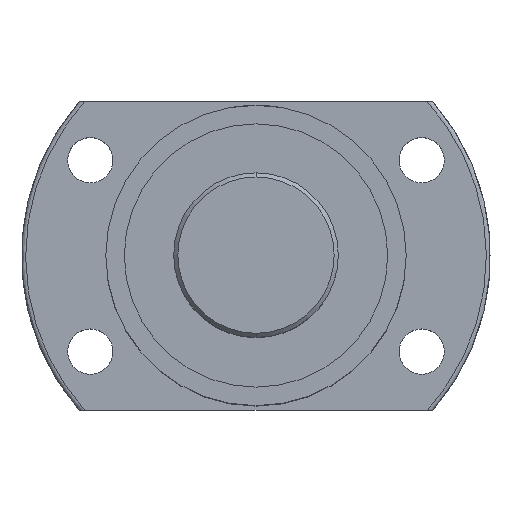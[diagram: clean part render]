
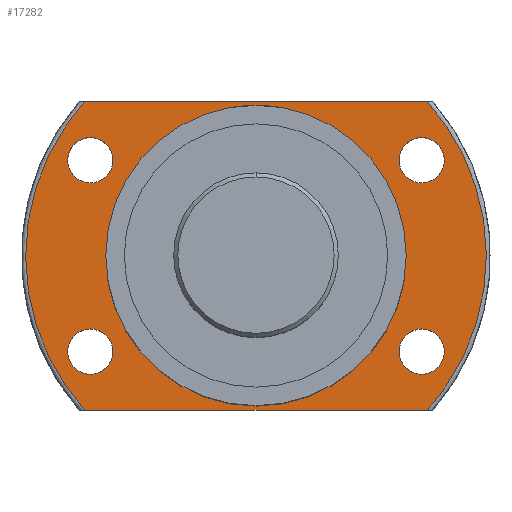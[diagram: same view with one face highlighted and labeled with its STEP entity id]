
A CAD part, top view. The second image highlights one B-rep face of the part: STEP entity #17282.
In plain terms, the highlighted planar face has unit normal (0, 0, 1).
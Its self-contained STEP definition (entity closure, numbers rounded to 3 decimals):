
#62 = AXIS2_PLACEMENT_3D ( 'NONE', #9038, #24578, #17552 ) ;
#90 = VERTEX_POINT ( 'NONE', #18121 ) ;
#100 = DIRECTION ( 'NONE',  ( 0., 1., 0. ) ) ;
#165 = CARTESIAN_POINT ( 'NONE',  ( -61.798, 66.286, 69.446 ) ) ;
#432 = CARTESIAN_POINT ( 'NONE',  ( 40.27, 74.447, 69.446 ) ) ;
#507 = EDGE_CURVE ( 'NONE', #26224, #17852, #11235, .T. ) ;
#775 = CARTESIAN_POINT ( 'NONE',  ( 41.59, 88.697, 69.446 ) ) ;
#1461 = DIRECTION ( 'NONE',  ( -1., 0., 0. ) ) ;
#1475 = DIRECTION ( 'NONE',  ( 0., 0., 1. ) ) ;
#1785 = EDGE_CURVE ( 'NONE', #23788, #2237, #19355, .T. ) ;
#2014 = CARTESIAN_POINT ( 'NONE',  ( -61.798, 36.109, 69.446 ) ) ;
#2038 = ORIENTED_EDGE ( 'NONE', *, *, #507, .F. ) ;
#2237 = VERTEX_POINT ( 'NONE', #28675 ) ;
#2287 = EDGE_CURVE ( 'NONE', #17852, #26224, #18078, .T. ) ;
#2497 = EDGE_CURVE ( 'NONE', #16675, #23788, #19806, .T. ) ;
#2520 = VERTEX_POINT ( 'NONE', #16366 ) ;
#2579 = CARTESIAN_POINT ( 'NONE',  ( 61.798, 36.109, 69.446 ) ) ;
#3230 = EDGE_LOOP ( 'NONE', ( #22914, #20087, #9568, #18220 ) ) ;
#3401 = CARTESIAN_POINT ( 'NONE',  ( -40.27, 27.947, 69.446 ) ) ;
#3596 = EDGE_CURVE ( 'NONE', #10582, #2520, #4922, .T. ) ;
#3899 = CARTESIAN_POINT ( 'NONE',  ( 0., 51.197, 69.446 ) ) ;
#3980 = EDGE_CURVE ( 'NONE', #11901, #9874, #15674, .T. ) ;
#3989 = DIRECTION ( 'NONE',  ( -1., 0., 0. ) ) ;
#4438 = CARTESIAN_POINT ( 'NONE',  ( 40.27, 74.447, 69.446 ) ) ;
#4496 = CARTESIAN_POINT ( 'NONE',  ( -41.59, 88.697, 69.446 ) ) ;
#4922 = CIRCLE ( 'NONE', #17659, 5.5 ) ;
#4925 = ORIENTED_EDGE ( 'NONE', *, *, #13644, .F. ) ;
#4972 = DIRECTION ( 'NONE',  ( 0., 1., 0. ) ) ;
#5991 = CARTESIAN_POINT ( 'NONE',  ( 0., 51.197, 69.446 ) ) ;
#6161 = CIRCLE ( 'NONE', #18274, 36.5 ) ;
#6378 = DIRECTION ( 'NONE',  ( 0., 1., 0. ) ) ;
#6688 = DIRECTION ( 'NONE',  ( 0., 1., 0. ) ) ;
#6862 = EDGE_CURVE ( 'NONE', #17855, #23534, #10839, .T. ) ;
#6870 = DIRECTION ( 'NONE',  ( 0., 1., 0. ) ) ;
#6927 = CARTESIAN_POINT ( 'NONE',  ( 41.59, 88.697, 69.446 ) ) ;
#7078 = VERTEX_POINT ( 'NONE', #775 ) ;
#8335 = DIRECTION ( 'NONE',  ( 0., 0., -1. ) ) ;
#8818 =( BOUNDED_CURVE ( )  B_SPLINE_CURVE ( 3, ( #6927, #9057, #2579, #18025 ),
 .UNSPECIFIED., .F., .T. ) 
 B_SPLINE_CURVE_WITH_KNOTS ( ( 4, 4 ),
 ( 0., 1. ),
 .UNSPECIFIED. ) 
 CURVE ( )  GEOMETRIC_REPRESENTATION_ITEM ( )  RATIONAL_B_SPLINE_CURVE ( ( 1., 0.828, 0.828, 1. ) ) 
 REPRESENTATION_ITEM ( '' )  );
#8945 = CIRCLE ( 'NONE', #9753, 5.5 ) ;
#9038 = CARTESIAN_POINT ( 'NONE',  ( 40.27, 27.947, 69.446 ) ) ;
#9057 = CARTESIAN_POINT ( 'NONE',  ( 61.798, 66.286, 69.446 ) ) ;
#9244 = CARTESIAN_POINT ( 'NONE',  ( -40.27, 33.447, 69.446 ) ) ;
#9318 = DIRECTION ( 'NONE',  ( 0., 1., 0. ) ) ;
#9568 = ORIENTED_EDGE ( 'NONE', *, *, #2497, .F. ) ;
#9701 = CIRCLE ( 'NONE', #16779, 5.5 ) ;
#9729 = ORIENTED_EDGE ( 'NONE', *, *, #24954, .F. ) ;
#9753 = AXIS2_PLACEMENT_3D ( 'NONE', #432, #15907, #4972 ) ;
#9874 = VERTEX_POINT ( 'NONE', #26858 ) ;
#9960 = VECTOR ( 'NONE', #18138, 1000. ) ;
#10582 = VERTEX_POINT ( 'NONE', #9244 ) ;
#10839 = CIRCLE ( 'NONE', #23401, 36.5 ) ;
#11134 = ORIENTED_EDGE ( 'NONE', *, *, #6862, .F. ) ;
#11235 = CIRCLE ( 'NONE', #27435, 5.5 ) ;
#11243 = DIRECTION ( 'NONE',  ( 0., 0., 1. ) ) ;
#11901 = VERTEX_POINT ( 'NONE', #15561 ) ;
#12074 = FACE_BOUND ( 'NONE', #21297, .T. ) ;
#12668 = ORIENTED_EDGE ( 'NONE', *, *, #3980, .F. ) ;
#12808 = CARTESIAN_POINT ( 'NONE',  ( 0., 107.197, 69.446 ) ) ;
#12996 = PLANE ( 'NONE',  #15161 ) ;
#13325 = CARTESIAN_POINT ( 'NONE',  ( -41.59, 13.697, 69.446 ) ) ;
#13463 = FACE_BOUND ( 'NONE', #27300, .T. ) ;
#13583 = DIRECTION ( 'NONE',  ( 0., 0., 1. ) ) ;
#13644 = EDGE_CURVE ( 'NONE', #2520, #10582, #9701, .T. ) ;
#14089 = AXIS2_PLACEMENT_3D ( 'NONE', #28693, #21737, #6378 ) ;
#14461 = ORIENTED_EDGE ( 'NONE', *, *, #19344, .F. ) ;
#14623 = DIRECTION ( 'NONE',  ( 0., 0., 1. ) ) ;
#14871 = FACE_BOUND ( 'NONE', #22797, .T. ) ;
#15161 = AXIS2_PLACEMENT_3D ( 'NONE', #12808, #8335, #28244 ) ;
#15507 = CARTESIAN_POINT ( 'NONE',  ( -40.27, 74.447, 69.446 ) ) ;
#15551 = FACE_OUTER_BOUND ( 'NONE', #3230, .T. ) ;
#15561 = CARTESIAN_POINT ( 'NONE',  ( 40.27, 79.947, 69.446 ) ) ;
#15674 = CIRCLE ( 'NONE', #17294, 5.5 ) ;
#15819 = DIRECTION ( 'NONE',  ( -1., 0., 0. ) ) ;
#15907 = DIRECTION ( 'NONE',  ( 0., 0., 1. ) ) ;
#16366 = CARTESIAN_POINT ( 'NONE',  ( -40.27, 22.447, 69.446 ) ) ;
#16675 = VERTEX_POINT ( 'NONE', #17905 ) ;
#16721 = EDGE_CURVE ( 'NONE', #9874, #11901, #8945, .T. ) ;
#16779 = AXIS2_PLACEMENT_3D ( 'NONE', #3401, #1475, #23187 ) ;
#16888 = CARTESIAN_POINT ( 'NONE',  ( 40.27, 22.447, 69.446 ) ) ;
#17239 = DIRECTION ( 'NONE',  ( 0., 0., 1. ) ) ;
#17282 = ADVANCED_FACE ( 'NONE', ( #15551, #13463, #17915, #14871, #19995, #12074 ), #12996, .F. ) ;
#17294 = AXIS2_PLACEMENT_3D ( 'NONE', #4438, #24253, #100 ) ;
#17552 = DIRECTION ( 'NONE',  ( 0., 1., 0. ) ) ;
#17659 = AXIS2_PLACEMENT_3D ( 'NONE', #24081, #11243, #6688 ) ;
#17852 = VERTEX_POINT ( 'NONE', #16888 ) ;
#17855 = VERTEX_POINT ( 'NONE', #25869 ) ;
#17905 = CARTESIAN_POINT ( 'NONE',  ( 41.59, 13.697, 69.446 ) ) ;
#17915 = FACE_BOUND ( 'NONE', #20258, .T. ) ;
#18025 = CARTESIAN_POINT ( 'NONE',  ( 41.59, 13.697, 69.446 ) ) ;
#18078 = CIRCLE ( 'NONE', #62, 5.5 ) ;
#18121 = CARTESIAN_POINT ( 'NONE',  ( -40.27, 68.947, 69.446 ) ) ;
#18138 = DIRECTION ( 'NONE',  ( 1., 0., 0. ) ) ;
#18220 = ORIENTED_EDGE ( 'NONE', *, *, #19589, .F. ) ;
#18274 = AXIS2_PLACEMENT_3D ( 'NONE', #5991, #14623, #1461 ) ;
#18764 = ORIENTED_EDGE ( 'NONE', *, *, #3596, .F. ) ;
#19258 = EDGE_CURVE ( 'NONE', #2237, #7078, #21704, .T. ) ;
#19264 = AXIS2_PLACEMENT_3D ( 'NONE', #15507, #19902, #6870 ) ;
#19344 = EDGE_CURVE ( 'NONE', #23534, #17855, #6161, .T. ) ;
#19355 =( BOUNDED_CURVE ( )  B_SPLINE_CURVE ( 3, ( #13325, #2014, #165, #4496 ),
 .UNSPECIFIED., .F., .T. ) 
 B_SPLINE_CURVE_WITH_KNOTS ( ( 4, 4 ),
 ( 0., 1. ),
 .UNSPECIFIED. ) 
 CURVE ( )  GEOMETRIC_REPRESENTATION_ITEM ( )  RATIONAL_B_SPLINE_CURVE ( ( 1., 0.828, 0.828, 1. ) ) 
 REPRESENTATION_ITEM ( '' )  );
#19589 = EDGE_CURVE ( 'NONE', #7078, #16675, #8818, .T. ) ;
#19806 = LINE ( 'NONE', #25048, #27077 ) ;
#19902 = DIRECTION ( 'NONE',  ( 0., 0., 1. ) ) ;
#19995 = FACE_BOUND ( 'NONE', #22867, .T. ) ;
#20087 = ORIENTED_EDGE ( 'NONE', *, *, #1785, .F. ) ;
#20258 = EDGE_LOOP ( 'NONE', ( #18764, #4925 ) ) ;
#21297 = EDGE_LOOP ( 'NONE', ( #14461, #11134 ) ) ;
#21704 = LINE ( 'NONE', #25495, #9960 ) ;
#21737 = DIRECTION ( 'NONE',  ( 0., 0., 1. ) ) ;
#21979 = CARTESIAN_POINT ( 'NONE',  ( 40.27, 33.447, 69.446 ) ) ;
#22545 = EDGE_CURVE ( 'NONE', #26200, #90, #23419, .T. ) ;
#22604 = ORIENTED_EDGE ( 'NONE', *, *, #2287, .F. ) ;
#22797 = EDGE_LOOP ( 'NONE', ( #2038, #22604 ) ) ;
#22867 = EDGE_LOOP ( 'NONE', ( #12668, #28658 ) ) ;
#22914 = ORIENTED_EDGE ( 'NONE', *, *, #19258, .F. ) ;
#23187 = DIRECTION ( 'NONE',  ( 0., 1., 0. ) ) ;
#23401 = AXIS2_PLACEMENT_3D ( 'NONE', #3899, #17239, #3989 ) ;
#23419 = CIRCLE ( 'NONE', #14089, 5.5 ) ;
#23534 = VERTEX_POINT ( 'NONE', #26403 ) ;
#23788 = VERTEX_POINT ( 'NONE', #23933 ) ;
#23933 = CARTESIAN_POINT ( 'NONE',  ( -41.59, 13.697, 69.446 ) ) ;
#24081 = CARTESIAN_POINT ( 'NONE',  ( -40.27, 27.947, 69.446 ) ) ;
#24253 = DIRECTION ( 'NONE',  ( 0., 0., 1. ) ) ;
#24578 = DIRECTION ( 'NONE',  ( 0., 0., 1. ) ) ;
#24851 = CARTESIAN_POINT ( 'NONE',  ( 40.27, 27.947, 69.446 ) ) ;
#24954 = EDGE_CURVE ( 'NONE', #90, #26200, #28239, .T. ) ;
#25048 = CARTESIAN_POINT ( 'NONE',  ( 0., 13.697, 69.446 ) ) ;
#25495 = CARTESIAN_POINT ( 'NONE',  ( 0., 88.697, 69.446 ) ) ;
#25869 = CARTESIAN_POINT ( 'NONE',  ( 36.5, 51.197, 69.446 ) ) ;
#26200 = VERTEX_POINT ( 'NONE', #28374 ) ;
#26224 = VERTEX_POINT ( 'NONE', #21979 ) ;
#26403 = CARTESIAN_POINT ( 'NONE',  ( -36.5, 51.197, 69.446 ) ) ;
#26858 = CARTESIAN_POINT ( 'NONE',  ( 40.27, 68.947, 69.446 ) ) ;
#27077 = VECTOR ( 'NONE', #15819, 1000. ) ;
#27300 = EDGE_LOOP ( 'NONE', ( #28568, #9729 ) ) ;
#27435 = AXIS2_PLACEMENT_3D ( 'NONE', #24851, #13583, #9318 ) ;
#28239 = CIRCLE ( 'NONE', #19264, 5.5 ) ;
#28244 = DIRECTION ( 'NONE',  ( 0., 1., 0. ) ) ;
#28374 = CARTESIAN_POINT ( 'NONE',  ( -40.27, 79.947, 69.446 ) ) ;
#28568 = ORIENTED_EDGE ( 'NONE', *, *, #22545, .F. ) ;
#28658 = ORIENTED_EDGE ( 'NONE', *, *, #16721, .F. ) ;
#28675 = CARTESIAN_POINT ( 'NONE',  ( -41.59, 88.697, 69.446 ) ) ;
#28693 = CARTESIAN_POINT ( 'NONE',  ( -40.27, 74.447, 69.446 ) ) ;
